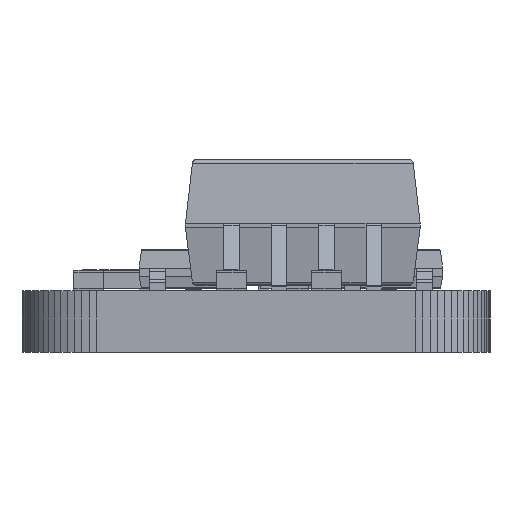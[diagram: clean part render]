
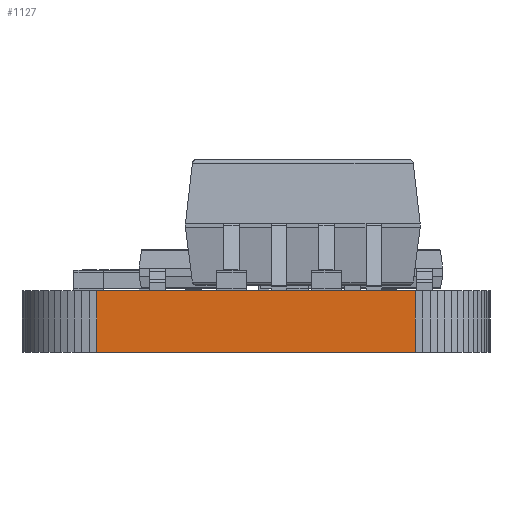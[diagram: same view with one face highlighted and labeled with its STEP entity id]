
A CAD part, left-side view. The second image highlights one B-rep face of the part: STEP entity #1127.
In plain terms, the highlighted planar face has unit normal (-1, 0, 0).
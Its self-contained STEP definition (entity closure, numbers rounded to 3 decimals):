
#1071 = VERTEX_POINT('',#1072);
#1072 = CARTESIAN_POINT('',(-3.5,5.5,0.82));
#1078 = EDGE_CURVE('',#1079,#1071,#1081,.T.);
#1079 = VERTEX_POINT('',#1080);
#1080 = CARTESIAN_POINT('',(-3.5,5.5,-0.82));
#1081 = LINE('',#1082,#1083);
#1082 = CARTESIAN_POINT('',(-3.5,5.5,-0.82));
#1083 = VECTOR('',#1084,1.);
#1084 = DIRECTION('',(0.,0.,1.));
#1127 = ADVANCED_FACE('',(#1128),#1153,.F.);
#1128 = FACE_BOUND('',#1129,.F.);
#1129 = EDGE_LOOP('',(#1130,#1131,#1139,#1147));
#1130 = ORIENTED_EDGE('',*,*,#1078,.T.);
#1131 = ORIENTED_EDGE('',*,*,#1132,.T.);
#1132 = EDGE_CURVE('',#1071,#1133,#1135,.T.);
#1133 = VERTEX_POINT('',#1134);
#1134 = CARTESIAN_POINT('',(-3.5,-3.,0.82));
#1135 = LINE('',#1136,#1137);
#1136 = CARTESIAN_POINT('',(-3.5,5.5,0.82));
#1137 = VECTOR('',#1138,1.);
#1138 = DIRECTION('',(0.,-1.,0.));
#1139 = ORIENTED_EDGE('',*,*,#1140,.F.);
#1140 = EDGE_CURVE('',#1141,#1133,#1143,.T.);
#1141 = VERTEX_POINT('',#1142);
#1142 = CARTESIAN_POINT('',(-3.5,-3.,-0.82));
#1143 = LINE('',#1144,#1145);
#1144 = CARTESIAN_POINT('',(-3.5,-3.,-0.82));
#1145 = VECTOR('',#1146,1.);
#1146 = DIRECTION('',(0.,0.,1.));
#1147 = ORIENTED_EDGE('',*,*,#1148,.F.);
#1148 = EDGE_CURVE('',#1079,#1141,#1149,.T.);
#1149 = LINE('',#1150,#1151);
#1150 = CARTESIAN_POINT('',(-3.5,5.5,-0.82));
#1151 = VECTOR('',#1152,1.);
#1152 = DIRECTION('',(0.,-1.,0.));
#1153 = PLANE('',#1154);
#1154 = AXIS2_PLACEMENT_3D('',#1155,#1156,#1157);
#1155 = CARTESIAN_POINT('',(-3.5,5.5,-0.82));
#1156 = DIRECTION('',(1.,0.,0.));
#1157 = DIRECTION('',(0.,-1.,0.));
